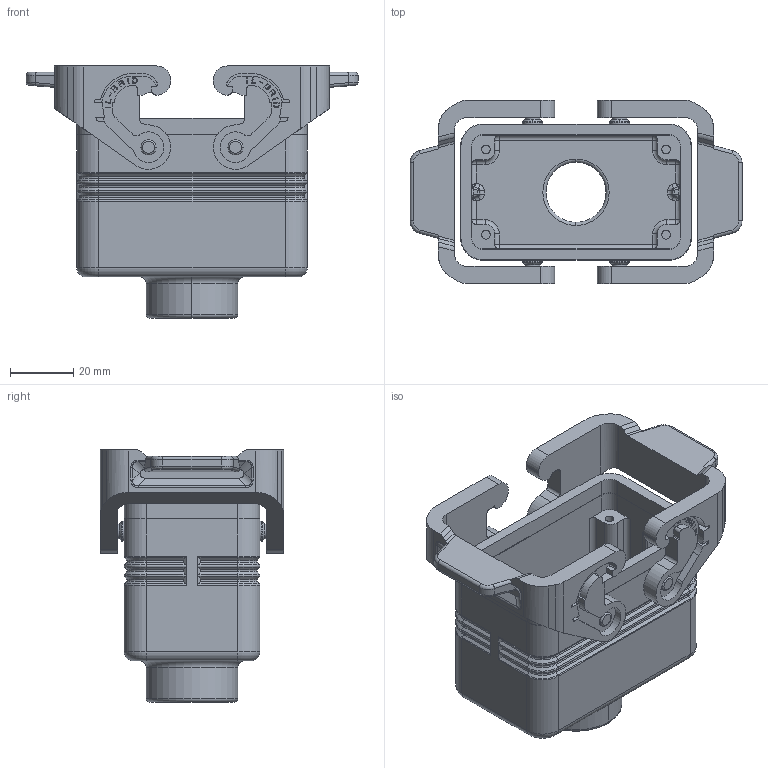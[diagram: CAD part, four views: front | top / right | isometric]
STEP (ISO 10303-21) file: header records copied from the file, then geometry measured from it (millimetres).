
FILE_DESCRIPTION(('Creo Elements/Direct Modeling STEP Export'),'2;1');
FILE_NAME('0ln7uvk5h781iub5420','2022-02-14T16:06:23',(''),(''),'Creo Elements/Direct Modeling STEP processor for AP214 (Solid Model)','Creo Elements/Direct Modeling 20.1B 02-Apr-2019 (C) Parametric Technology GmbH','');
FILE_SCHEMA(('AUTOMOTIVE_DESIGN { 1 0 10303 214 1 1 1 1 }'));
Products named in the file (2): MLV_10_G25
Assembly tree (1 placements, depth 2):
  MLV_10_G25
    MLV_10_G25
Bounding box: 105 x 58 x 79.7 mm (x, y, z)
Volume: 74636.4 mm3; surface area: 43631.5 mm2
Topology: 1 solids, 1 shells, 1407 faces, 3776 edges, 2426 vertices
Faces by surface type: plane 918, cylinder 349, torus 66, cone 34, bspline 28, sphere 12
Entity records: 58239 total; most frequent: CARTESIAN_POINT 12153, ORIENTED_EDGE 7528, DIRECTION 6888, EDGE_CURVE 3764, VECTOR 2838, LINE 2838, VERTEX_POINT 2426, AXIS2_PLACEMENT_3D 2025
